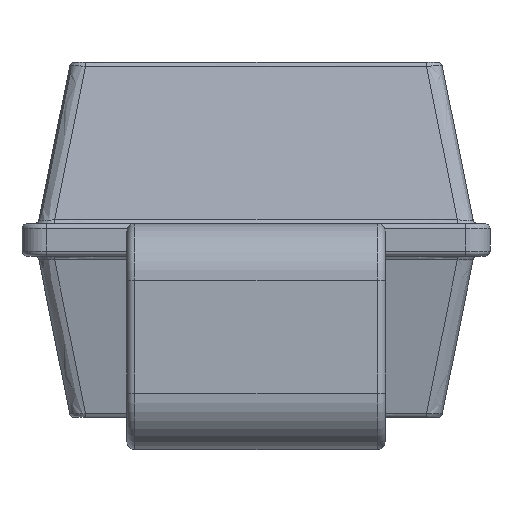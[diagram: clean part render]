
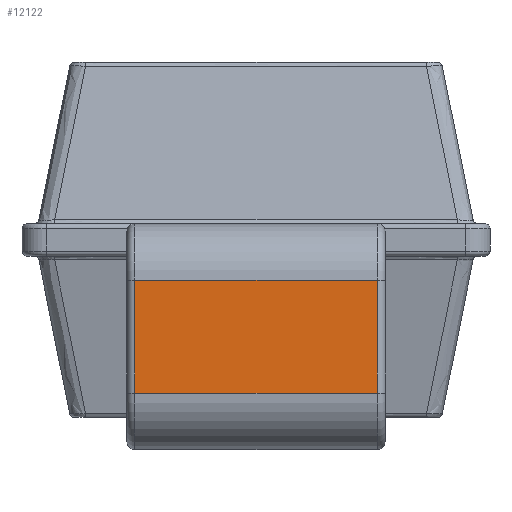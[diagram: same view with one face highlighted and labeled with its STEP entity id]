
A CAD part, left-side view. The second image highlights one B-rep face of the part: STEP entity #12122.
In plain terms, the highlighted face is planar.
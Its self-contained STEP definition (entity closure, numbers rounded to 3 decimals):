
#10188 = CYLINDRICAL_SURFACE('',#10189,0.05);
#10189 = AXIS2_PLACEMENT_3D('',#10190,#10191,#10192);
#10190 = CARTESIAN_POINT('',(0.45,0.75,1.05));
#10191 = DIRECTION('',(0.,0.,-1.));
#10192 = DIRECTION('',(1.,0.,0.));
#10712 = CYLINDRICAL_SURFACE('',#10713,0.05);
#10713 = AXIS2_PLACEMENT_3D('',#10714,#10715,#10716);
#10714 = CARTESIAN_POINT('',(0.45,-0.75,1.05));
#10715 = DIRECTION('',(0.,0.,-1.));
#10716 = DIRECTION('',(1.,0.,0.));
#11036 = VERTEX_POINT('',#11037);
#11037 = CARTESIAN_POINT('',(0.5,0.75,1.05));
#11052 = CYLINDRICAL_SURFACE('',#11053,0.35);
#11053 = AXIS2_PLACEMENT_3D('',#11054,#11055,#11056);
#11054 = CARTESIAN_POINT('',(0.15,0.8,1.05));
#11055 = DIRECTION('',(0.,1.,0.));
#11056 = DIRECTION('',(1.,0.,0.));
#11144 = VERTEX_POINT('',#11145);
#11145 = CARTESIAN_POINT('',(0.5,0.75,0.35));
#11167 = EDGE_CURVE('',#11036,#11144,#11168,.T.);
#11168 = SURFACE_CURVE('',#11169,(#11173,#11180),.PCURVE_S1.);
#11169 = LINE('',#11170,#11171);
#11170 = CARTESIAN_POINT('',(0.5,0.75,1.05));
#11171 = VECTOR('',#11172,1.);
#11172 = DIRECTION('',(0.,0.,-1.));
#11173 = PCURVE('',#10188,#11174);
#11174 = DEFINITIONAL_REPRESENTATION('',(#11175),#11179);
#11175 = LINE('',#11176,#11177);
#11176 = CARTESIAN_POINT('',(-0.,0.));
#11177 = VECTOR('',#11178,1.);
#11178 = DIRECTION('',(-0.,1.));
#11179 = ( GEOMETRIC_REPRESENTATION_CONTEXT(2) 
PARAMETRIC_REPRESENTATION_CONTEXT() REPRESENTATION_CONTEXT('2D SPACE',''
  ) );
#11180 = PCURVE('',#11181,#11186);
#11181 = PLANE('',#11182);
#11182 = AXIS2_PLACEMENT_3D('',#11183,#11184,#11185);
#11183 = CARTESIAN_POINT('',(0.5,0.8,1.05));
#11184 = DIRECTION('',(1.,0.,0.));
#11185 = DIRECTION('',(0.,0.,-1.));
#11186 = DEFINITIONAL_REPRESENTATION('',(#11187),#11191);
#11187 = LINE('',#11188,#11189);
#11188 = CARTESIAN_POINT('',(0.,-0.05));
#11189 = VECTOR('',#11190,1.);
#11190 = DIRECTION('',(1.,0.));
#11191 = ( GEOMETRIC_REPRESENTATION_CONTEXT(2) 
PARAMETRIC_REPRESENTATION_CONTEXT() REPRESENTATION_CONTEXT('2D SPACE',''
  ) );
#11274 = CYLINDRICAL_SURFACE('',#11275,0.35);
#11275 = AXIS2_PLACEMENT_3D('',#11276,#11277,#11278);
#11276 = CARTESIAN_POINT('',(0.15,0.8,0.35));
#11277 = DIRECTION('',(0.,1.,0.));
#11278 = DIRECTION('',(1.,0.,0.));
#11705 = VERTEX_POINT('',#11706);
#11706 = CARTESIAN_POINT('',(0.5,-0.75,1.05));
#11785 = VERTEX_POINT('',#11786);
#11786 = CARTESIAN_POINT('',(0.5,-0.75,0.35));
#11808 = EDGE_CURVE('',#11705,#11785,#11809,.T.);
#11809 = SURFACE_CURVE('',#11810,(#11814,#11821),.PCURVE_S1.);
#11810 = LINE('',#11811,#11812);
#11811 = CARTESIAN_POINT('',(0.5,-0.75,1.05));
#11812 = VECTOR('',#11813,1.);
#11813 = DIRECTION('',(0.,0.,-1.));
#11814 = PCURVE('',#10712,#11815);
#11815 = DEFINITIONAL_REPRESENTATION('',(#11816),#11820);
#11816 = LINE('',#11817,#11818);
#11817 = CARTESIAN_POINT('',(0.,0.));
#11818 = VECTOR('',#11819,1.);
#11819 = DIRECTION('',(0.,1.));
#11820 = ( GEOMETRIC_REPRESENTATION_CONTEXT(2) 
PARAMETRIC_REPRESENTATION_CONTEXT() REPRESENTATION_CONTEXT('2D SPACE',''
  ) );
#11821 = PCURVE('',#11181,#11822);
#11822 = DEFINITIONAL_REPRESENTATION('',(#11823),#11827);
#11823 = LINE('',#11824,#11825);
#11824 = CARTESIAN_POINT('',(0.,-1.55));
#11825 = VECTOR('',#11826,1.);
#11826 = DIRECTION('',(1.,0.));
#11827 = ( GEOMETRIC_REPRESENTATION_CONTEXT(2) 
PARAMETRIC_REPRESENTATION_CONTEXT() REPRESENTATION_CONTEXT('2D SPACE',''
  ) );
#12099 = EDGE_CURVE('',#11036,#11705,#12100,.T.);
#12100 = SURFACE_CURVE('',#12101,(#12105,#12112),.PCURVE_S1.);
#12101 = LINE('',#12102,#12103);
#12102 = CARTESIAN_POINT('',(0.5,0.8,1.05));
#12103 = VECTOR('',#12104,1.);
#12104 = DIRECTION('',(0.,-1.,0.));
#12105 = PCURVE('',#11052,#12106);
#12106 = DEFINITIONAL_REPRESENTATION('',(#12107),#12111);
#12107 = LINE('',#12108,#12109);
#12108 = CARTESIAN_POINT('',(-0.,0.));
#12109 = VECTOR('',#12110,1.);
#12110 = DIRECTION('',(-0.,-1.));
#12111 = ( GEOMETRIC_REPRESENTATION_CONTEXT(2) 
PARAMETRIC_REPRESENTATION_CONTEXT() REPRESENTATION_CONTEXT('2D SPACE',''
  ) );
#12112 = PCURVE('',#11181,#12113);
#12113 = DEFINITIONAL_REPRESENTATION('',(#12114),#12118);
#12114 = LINE('',#12115,#12116);
#12115 = CARTESIAN_POINT('',(0.,0.));
#12116 = VECTOR('',#12117,1.);
#12117 = DIRECTION('',(0.,-1.));
#12118 = ( GEOMETRIC_REPRESENTATION_CONTEXT(2) 
PARAMETRIC_REPRESENTATION_CONTEXT() REPRESENTATION_CONTEXT('2D SPACE',''
  ) );
#12122 = ADVANCED_FACE('',(#12123),#11181,.T.);
#12123 = FACE_BOUND('',#12124,.T.);
#12124 = EDGE_LOOP('',(#12125,#12126,#12127,#12148));
#12125 = ORIENTED_EDGE('',*,*,#12099,.T.);
#12126 = ORIENTED_EDGE('',*,*,#11808,.T.);
#12127 = ORIENTED_EDGE('',*,*,#12128,.F.);
#12128 = EDGE_CURVE('',#11144,#11785,#12129,.T.);
#12129 = SURFACE_CURVE('',#12130,(#12134,#12141),.PCURVE_S1.);
#12130 = LINE('',#12131,#12132);
#12131 = CARTESIAN_POINT('',(0.5,0.8,0.35));
#12132 = VECTOR('',#12133,1.);
#12133 = DIRECTION('',(0.,-1.,0.));
#12134 = PCURVE('',#11181,#12135);
#12135 = DEFINITIONAL_REPRESENTATION('',(#12136),#12140);
#12136 = LINE('',#12137,#12138);
#12137 = CARTESIAN_POINT('',(0.7,0.));
#12138 = VECTOR('',#12139,1.);
#12139 = DIRECTION('',(0.,-1.));
#12140 = ( GEOMETRIC_REPRESENTATION_CONTEXT(2) 
PARAMETRIC_REPRESENTATION_CONTEXT() REPRESENTATION_CONTEXT('2D SPACE',''
  ) );
#12141 = PCURVE('',#11274,#12142);
#12142 = DEFINITIONAL_REPRESENTATION('',(#12143),#12147);
#12143 = LINE('',#12144,#12145);
#12144 = CARTESIAN_POINT('',(-6.283,0.));
#12145 = VECTOR('',#12146,1.);
#12146 = DIRECTION('',(-0.,-1.));
#12147 = ( GEOMETRIC_REPRESENTATION_CONTEXT(2) 
PARAMETRIC_REPRESENTATION_CONTEXT() REPRESENTATION_CONTEXT('2D SPACE',''
  ) );
#12148 = ORIENTED_EDGE('',*,*,#11167,.F.);
